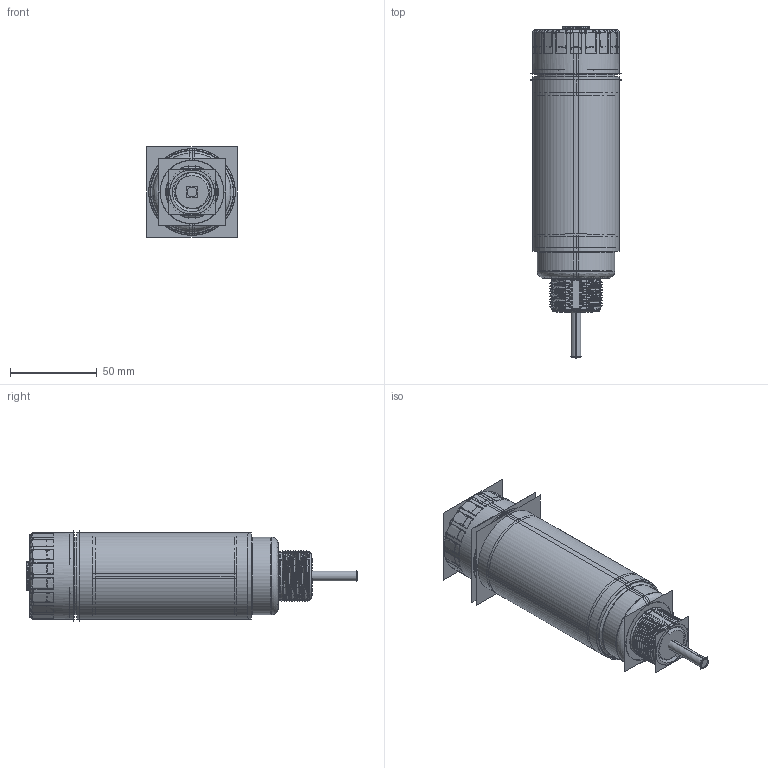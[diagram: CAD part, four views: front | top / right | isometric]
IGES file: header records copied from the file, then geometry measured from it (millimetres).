
Start section:  PTC IGES file: 146181_sm01.igs
Global section: file name: 146181_sm01.igs; native system: Creo Parametric by PTC Inc.; preprocessor: 2022414; author: banengservice; organization: Unknown; date: 20250718.114630; units: millimetre
Bounding box: 52.05 x 191.54 x 52 mm (x, y, z)
Volume: 280113.3 mm3; surface area: 181814.1 mm2
Topology: 2 solids, 2 shells, 1534 faces, 7976 edges, 10199 vertices
Faces by surface type: revolution 1016, bspline 518
